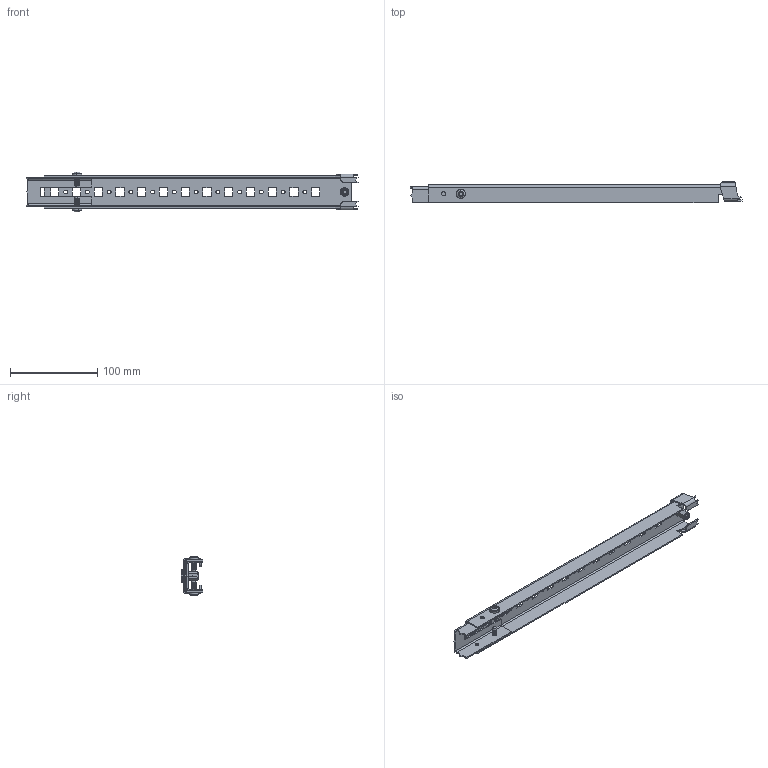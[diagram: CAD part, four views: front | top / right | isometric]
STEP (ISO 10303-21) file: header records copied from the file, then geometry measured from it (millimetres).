
FILE_DESCRIPTION (( 'STEP AP214' ), '1' );
FILE_NAME ('444.400 (檐).STEP', '2025-02-20T09:15:54', ( '' ), ( '' ), 'SwSTEP 2.0', 'SolidWorks 2021', '' );
FILE_SCHEMA (( 'AUTOMOTIVE_DESIGN' ));
Length unit declared in the file: millimetre
Products named in the file (7): Çàêëåïêà ðåçüáîâàÿ Ì6 øåñòèãðàííàÿ ñ óìåíüøåííûì áîðòîì; 444.003; Âèíò Ì6õ16 ìåáåëüíûé; Âèíò ñàìîíàðåçíîé Ò25-5,5õ13 TORX.step; 444.002; 444.401; 444.400 (檐)
Assembly tree (7 placements, depth 2):
  444.400 (檐)
    444.401
    444.003
    Çàêëåïêà ðåçüáîâàÿ Ì6 øåñòèãðàííàÿ ñ óìåíüøåííûì áîðòîì
    444.002
    Âèíò Ì6õ16 ìåáåëüíûé
    Âèíò ñàìîíàðåçíîé Ò25-5,5õ13 TORX.step  x2
Bounding box: 381.5 x 24.22 x 45.57 mm (x, y, z)
Volume: 46444.4 mm3; surface area: 65187.7 mm2
Topology: 7 solids, 7 shells, 455 faces, 1192 edges, 756 vertices
Faces by surface type: plane 203, cylinder 193, cone 30, bspline 19, torus 6, sphere 4
Entity records: 16444 total; most frequent: CARTESIAN_POINT 6668, ORIENTED_EDGE 2056, DIRECTION 1853, EDGE_CURVE 1028, VERTEX_POINT 651, VECTOR 625, LINE 625, AXIS2_PLACEMENT_3D 614
